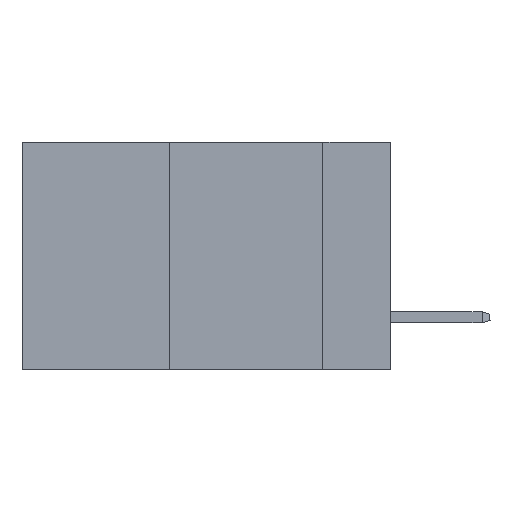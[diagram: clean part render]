
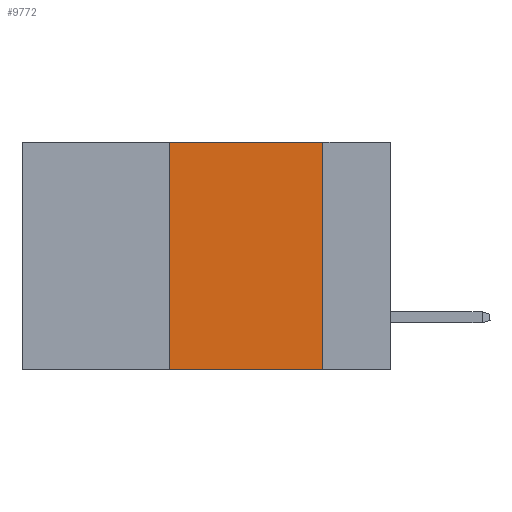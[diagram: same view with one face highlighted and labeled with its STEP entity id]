
A CAD part, left-side view. The second image highlights one B-rep face of the part: STEP entity #9772.
In plain terms, the highlighted planar face has unit normal (-1, 0, 0).
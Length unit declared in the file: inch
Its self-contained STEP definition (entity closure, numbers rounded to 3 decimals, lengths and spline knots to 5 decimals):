
#2 = VERTEX_POINT ( 'NONE', #2768 ) ;
#687 = VECTOR ( 'NONE', #14597, 39.37008 ) ;
#1111 = VERTEX_POINT ( 'NONE', #17702 ) ;
#1685 = ORIENTED_EDGE ( 'NONE', *, *, #6257, .F. ) ;
#2768 = CARTESIAN_POINT ( 'NONE',  ( 0., 0.36, -0.37 ) ) ;
#3369 = CARTESIAN_POINT ( 'NONE',  ( 0., 0.6, -0.37 ) ) ;
#3558 = ORIENTED_EDGE ( 'NONE', *, *, #15574, .F. ) ;
#3948 = DIRECTION ( 'NONE',  ( 0., 0., -1. ) ) ;
#4159 = CARTESIAN_POINT ( 'NONE',  ( 0., 0.6, 0. ) ) ;
#4414 = VERTEX_POINT ( 'NONE', #15584 ) ;
#4508 = VERTEX_POINT ( 'NONE', #4615 ) ;
#4615 = CARTESIAN_POINT ( 'NONE',  ( 0., 0.36, 0. ) ) ;
#5384 = DIRECTION ( 'NONE',  ( 0., -1., 0. ) ) ;
#6052 = CARTESIAN_POINT ( 'NONE',  ( 0., 0.36, 0. ) ) ;
#6257 = EDGE_CURVE ( 'NONE', #1111, #4414, #9522, .T. ) ;
#6283 = EDGE_LOOP ( 'NONE', ( #1685, #3558, #16580, #9712 ) ) ;
#6588 = LINE ( 'NONE', #3369, #8320 ) ;
#7105 = VECTOR ( 'NONE', #7696, 39.37008 ) ;
#7184 = EDGE_CURVE ( 'NONE', #2, #4414, #6588, .T. ) ;
#7696 = DIRECTION ( 'NONE',  ( 0., 0., 1. ) ) ;
#8320 = VECTOR ( 'NONE', #9781, 39.37008 ) ;
#9522 = LINE ( 'NONE', #19485, #687 ) ;
#9712 = ORIENTED_EDGE ( 'NONE', *, *, #7184, .T. ) ;
#9772 = ADVANCED_FACE ( 'NONE', ( #10154 ), #19606, .F. ) ;
#9781 = DIRECTION ( 'NONE',  ( 0., -1., 0. ) ) ;
#10154 = FACE_OUTER_BOUND ( 'NONE', #6283, .T. ) ;
#10965 = VECTOR ( 'NONE', #5384, 39.37008 ) ;
#14597 = DIRECTION ( 'NONE',  ( 0., 0., -1. ) ) ;
#15007 = AXIS2_PLACEMENT_3D ( 'NONE', #4159, #19716, #3948 ) ;
#15202 = CARTESIAN_POINT ( 'NONE',  ( 0., 0.6, 0. ) ) ;
#15574 = EDGE_CURVE ( 'NONE', #4508, #1111, #18127, .T. ) ;
#15584 = CARTESIAN_POINT ( 'NONE',  ( 0., 0.11, -0.37 ) ) ;
#16580 = ORIENTED_EDGE ( 'NONE', *, *, #19241, .F. ) ;
#16821 = LINE ( 'NONE', #6052, #7105 ) ;
#17702 = CARTESIAN_POINT ( 'NONE',  ( 0., 0.11, 0. ) ) ;
#18127 = LINE ( 'NONE', #15202, #10965 ) ;
#19241 = EDGE_CURVE ( 'NONE', #2, #4508, #16821, .T. ) ;
#19485 = CARTESIAN_POINT ( 'NONE',  ( 0., 0.11, 0. ) ) ;
#19606 = PLANE ( 'NONE',  #15007 ) ;
#19716 = DIRECTION ( 'NONE',  ( 1., 0., 0. ) ) ;
